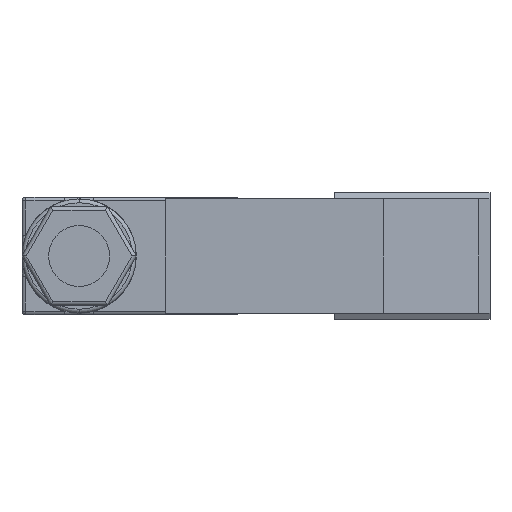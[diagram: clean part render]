
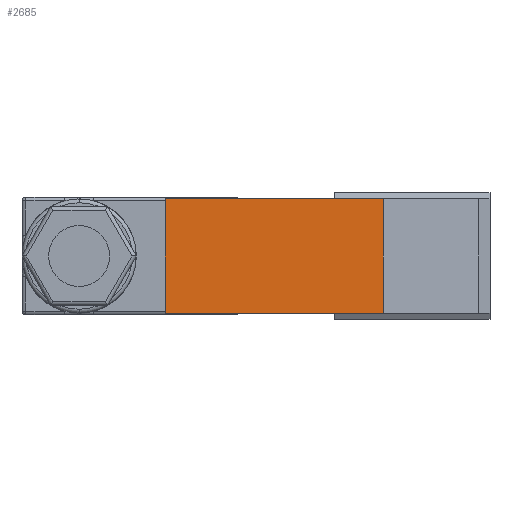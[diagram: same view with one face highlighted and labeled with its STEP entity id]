
A CAD part, left-side view. The second image highlights one B-rep face of the part: STEP entity #2685.
In plain terms, the highlighted face is planar.
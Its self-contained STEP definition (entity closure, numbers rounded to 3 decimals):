
#231 = VERTEX_POINT ( 'NONE', #9537 ) ;
#306 = DIRECTION ( 'NONE',  ( 0., 1., 0. ) ) ;
#1072 = DIRECTION ( 'NONE',  ( 0., 0., -1. ) ) ;
#1131 = ORIENTED_EDGE ( 'NONE', *, *, #11601, .F. ) ;
#1325 = VERTEX_POINT ( 'NONE', #1787 ) ;
#1448 = ORIENTED_EDGE ( 'NONE', *, *, #8552, .T. ) ;
#1787 = CARTESIAN_POINT ( 'NONE',  ( 38.1, 41.2, 7.5 ) ) ;
#1883 = EDGE_LOOP ( 'NONE', ( #2274, #10685, #1131, #1448 ) ) ;
#1885 = VECTOR ( 'NONE', #7217, 1000. ) ;
#2086 = LINE ( 'NONE', #11555, #1885 ) ;
#2274 = ORIENTED_EDGE ( 'NONE', *, *, #9398, .T. ) ;
#2685 = ADVANCED_FACE ( 'NONE', ( #10077 ), #9192, .F. ) ;
#4004 = VECTOR ( 'NONE', #1072, 1000. ) ;
#4129 = DIRECTION ( 'NONE',  ( 0., 1., 0. ) ) ;
#4918 = VECTOR ( 'NONE', #306, 1000. ) ;
#4987 = CARTESIAN_POINT ( 'NONE',  ( 38.1, 12.5, 7.5 ) ) ;
#6563 = CARTESIAN_POINT ( 'NONE',  ( 38.1, 12.5, 7.5 ) ) ;
#7217 = DIRECTION ( 'NONE',  ( 0., 0., -1. ) ) ;
#7373 = LINE ( 'NONE', #10923, #4918 ) ;
#7406 = VERTEX_POINT ( 'NONE', #4987 ) ;
#8552 = EDGE_CURVE ( 'NONE', #7406, #8919, #8682, .T. ) ;
#8682 = LINE ( 'NONE', #6563, #4004 ) ;
#8919 = VERTEX_POINT ( 'NONE', #10339 ) ;
#9192 = PLANE ( 'NONE',  #12674 ) ;
#9277 = DIRECTION ( 'NONE',  ( -1., 0., 0. ) ) ;
#9398 = EDGE_CURVE ( 'NONE', #8919, #231, #10310, .T. ) ;
#9537 = CARTESIAN_POINT ( 'NONE',  ( 38.1, 41.2, -7.5 ) ) ;
#10077 = FACE_OUTER_BOUND ( 'NONE', #1883, .T. ) ;
#10310 = LINE ( 'NONE', #10752, #12327 ) ;
#10339 = CARTESIAN_POINT ( 'NONE',  ( 38.1, 12.5, -7.5 ) ) ;
#10669 = CARTESIAN_POINT ( 'NONE',  ( 38.1, 41.2, 7.5 ) ) ;
#10685 = ORIENTED_EDGE ( 'NONE', *, *, #12696, .F. ) ;
#10752 = CARTESIAN_POINT ( 'NONE',  ( 38.1, 41.2, -7.5 ) ) ;
#10923 = CARTESIAN_POINT ( 'NONE',  ( 38.1, 41.2, 7.5 ) ) ;
#11555 = CARTESIAN_POINT ( 'NONE',  ( 38.1, 41.2, 7.5 ) ) ;
#11601 = EDGE_CURVE ( 'NONE', #7406, #1325, #7373, .T. ) ;
#12327 = VECTOR ( 'NONE', #4129, 1000. ) ;
#12674 = AXIS2_PLACEMENT_3D ( 'NONE', #10669, #9277, #12847 ) ;
#12696 = EDGE_CURVE ( 'NONE', #1325, #231, #2086, .T. ) ;
#12847 = DIRECTION ( 'NONE',  ( 0., -1., 0. ) ) ;
